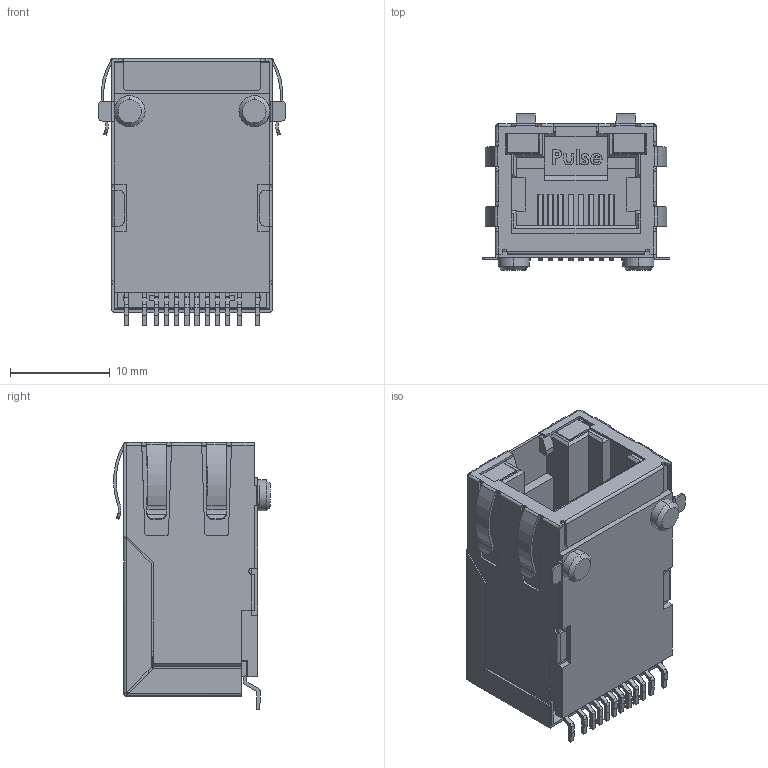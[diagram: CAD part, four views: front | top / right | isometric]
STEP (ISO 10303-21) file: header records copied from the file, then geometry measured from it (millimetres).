
FILE_DESCRIPTION (( 'STEP AP214' ),'1' );
FILE_NAME ('J30-11G21DNL.STEP','2016-12-23T02:50:32',( '' ),( '' ),'SwSTEP 2.0','SolidWorks 2012','' );
FILE_SCHEMA (( 'AUTOMOTIVE_DESIGN' ));
Length unit declared in the file: millimetre
Products named in the file (1): J30-11G21DNL
Bounding box: 18.8 x 15.69 x 26.74 mm (x, y, z)
Volume: 2780.5 mm3; surface area: 8124 mm2
Topology: 2 solids, 2 shells, 1215 faces, 3501 edges, 2274 vertices
Faces by surface type: plane 756, cylinder 379, bspline 70, sphere 6, cone 4
Entity records: 33179 total; most frequent: ORIENTED_EDGE 6994, CARTESIAN_POINT 6546, EDGE_CURVE 3497, LINE 2348, VERTEX_POINT 2274, AXIS2_PLACEMENT_3D 1366, EDGE_LOOP 1277, FACE_OUTER_BOUND 1215
